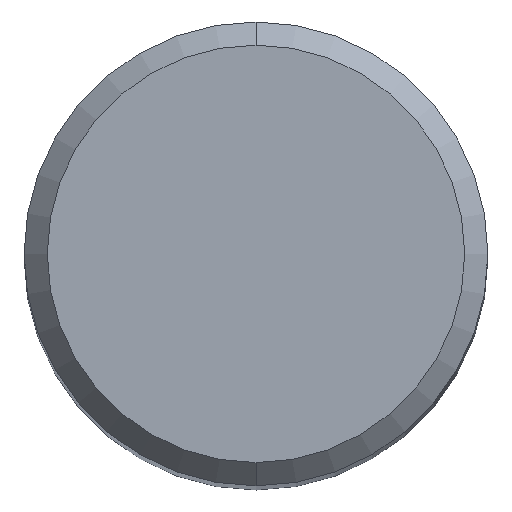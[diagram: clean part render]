
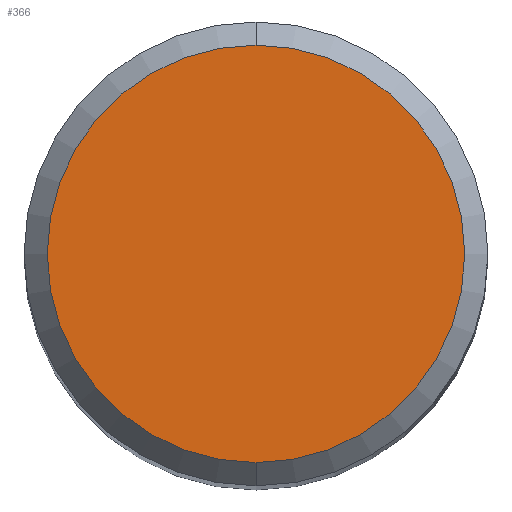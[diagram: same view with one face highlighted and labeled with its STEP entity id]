
A CAD part, top view. The second image highlights one B-rep face of the part: STEP entity #366.
In plain terms, the highlighted planar face has unit normal (0, 0, 1).
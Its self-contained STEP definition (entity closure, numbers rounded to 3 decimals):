
#210=EDGE_CURVE('',#222,#440,#514,.T.);
#222=VERTEX_POINT('',#528);
#366=ADVANCED_FACE('',(#687),#688,.T.);
#440=VERTEX_POINT('',#769);
#454=EDGE_CURVE('',#440,#222,#785,.T.);
#514=CIRCLE('',#859,3.6);
#528=CARTESIAN_POINT('',(0.0,3.6,0.0));
#687=FACE_OUTER_BOUND('',#1187,.T.);
#688=PLANE('',#1188);
#769=CARTESIAN_POINT('',(0.,-3.6,0.0));
#785=CIRCLE('',#1430,3.6);
#859=AXIS2_PLACEMENT_3D('',#1485,#1486,#1487);
#1187=EDGE_LOOP('',(#1675,#1676));
#1188=AXIS2_PLACEMENT_3D('',#1677,#1678,#1679);
#1430=AXIS2_PLACEMENT_3D('',#1779,#1780,#1781);
#1485=CARTESIAN_POINT('',(0.0,0.0,0.0));
#1486=DIRECTION('',(0.0,0.0,-1.0));
#1487=DIRECTION('',(0.0,1.0,0.0));
#1675=ORIENTED_EDGE('',*,*,#210,.F.);
#1676=ORIENTED_EDGE('',*,*,#454,.F.);
#1677=CARTESIAN_POINT('',(0.0,1.8,0.0));
#1678=DIRECTION('',(-0.0,0.0,1.0));
#1679=DIRECTION('',(0.0,-1.0,0.0));
#1779=CARTESIAN_POINT('',(0.0,0.0,0.0));
#1780=DIRECTION('',(0.0,0.0,-1.0));
#1781=DIRECTION('',(0.0,1.0,0.0));
